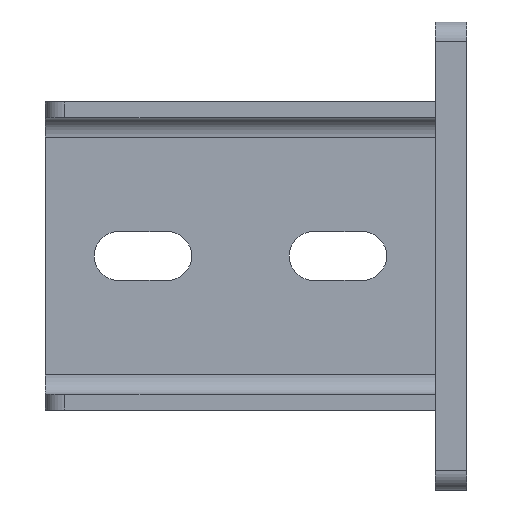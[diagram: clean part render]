
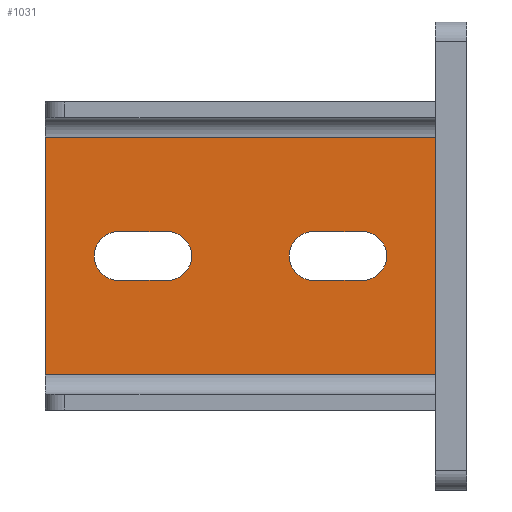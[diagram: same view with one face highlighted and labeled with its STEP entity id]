
A CAD part, left-side view. The second image highlights one B-rep face of the part: STEP entity #1031.
In plain terms, the highlighted planar face has unit normal (-1, 0, 0).
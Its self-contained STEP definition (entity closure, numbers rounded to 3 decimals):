
#61 = CARTESIAN_POINT ( 'NONE',  ( 24.5, 108., 30.5 ) ) ;
#64 = VERTEX_POINT ( 'NONE', #1990 ) ;
#78 = LINE ( 'NONE', #1512, #1209 ) ;
#190 = CIRCLE ( 'NONE', #1809, 6.25 ) ;
#312 = LINE ( 'NONE', #850, #1917 ) ;
#357 = ORIENTED_EDGE ( 'NONE', *, *, #438, .F. ) ;
#367 = EDGE_CURVE ( 'NONE', #1040, #2165, #1757, .T. ) ;
#408 = CARTESIAN_POINT ( 'NONE',  ( 24.5, 76.75, 0. ) ) ;
#426 = PLANE ( 'NONE',  #2274 ) ;
#433 = ORIENTED_EDGE ( 'NONE', *, *, #1549, .F. ) ;
#438 = EDGE_CURVE ( 'NONE', #815, #1255, #2303, .T. ) ;
#450 = DIRECTION ( 'NONE',  ( 0., 1., 0. ) ) ;
#452 = DIRECTION ( 'NONE',  ( 0., 0., 1. ) ) ;
#453 = DIRECTION ( 'NONE',  ( 0., -1., 0. ) ) ;
#489 = CARTESIAN_POINT ( 'NONE',  ( 24.5, 26.75, 6.25 ) ) ;
#509 = CARTESIAN_POINT ( 'NONE',  ( 24.5, 76.75, -6.25 ) ) ;
#511 = VERTEX_POINT ( 'NONE', #1054 ) ;
#518 = CARTESIAN_POINT ( 'NONE',  ( 24.5, 8., -30.5 ) ) ;
#533 = CIRCLE ( 'NONE', #2306, 6.25 ) ;
#587 = FACE_BOUND ( 'NONE', #1331, .T. ) ;
#612 = AXIS2_PLACEMENT_3D ( 'NONE', #408, #1482, #2188 ) ;
#640 = EDGE_CURVE ( 'NONE', #64, #1295, #78, .T. ) ;
#662 = CARTESIAN_POINT ( 'NONE',  ( 24.5, 108., 0. ) ) ;
#674 = DIRECTION ( 'NONE',  ( -1., 0., 0. ) ) ;
#720 = DIRECTION ( 'NONE',  ( 0., 0., -1. ) ) ;
#726 = VECTOR ( 'NONE', #2326, 1000. ) ;
#755 = FACE_BOUND ( 'NONE', #803, .T. ) ;
#761 = AXIS2_PLACEMENT_3D ( 'NONE', #1309, #2196, #2019 ) ;
#763 = CARTESIAN_POINT ( 'NONE',  ( 24.5, 89.25, 6.25 ) ) ;
#778 = CARTESIAN_POINT ( 'NONE',  ( 24.5, 89.25, -6.25 ) ) ;
#783 = EDGE_CURVE ( 'NONE', #890, #1691, #1765, .T. ) ;
#796 = VERTEX_POINT ( 'NONE', #2321 ) ;
#803 = EDGE_LOOP ( 'NONE', ( #2101, #1920, #1411, #357 ) ) ;
#815 = VERTEX_POINT ( 'NONE', #489 ) ;
#822 = EDGE_CURVE ( 'NONE', #511, #1812, #312, .T. ) ;
#829 = DIRECTION ( 'NONE',  ( 0., 1., 0. ) ) ;
#839 = LINE ( 'NONE', #662, #1737 ) ;
#850 = CARTESIAN_POINT ( 'NONE',  ( 24.5, 108., 6.25 ) ) ;
#883 = ORIENTED_EDGE ( 'NONE', *, *, #1204, .F. ) ;
#890 = VERTEX_POINT ( 'NONE', #1979 ) ;
#938 = CARTESIAN_POINT ( 'NONE',  ( 24.5, 108., 0. ) ) ;
#948 = VECTOR ( 'NONE', #1048, 1000. ) ;
#949 = CIRCLE ( 'NONE', #761, 6.25 ) ;
#978 = ORIENTED_EDGE ( 'NONE', *, *, #1299, .T. ) ;
#1031 = ADVANCED_FACE ( 'NONE', ( #587, #755, #1487 ), #426, .T. ) ;
#1032 = EDGE_CURVE ( 'NONE', #1812, #1040, #949, .T. ) ;
#1040 = VERTEX_POINT ( 'NONE', #778 ) ;
#1048 = DIRECTION ( 'NONE',  ( 0., -1., 0. ) ) ;
#1054 = CARTESIAN_POINT ( 'NONE',  ( 24.5, 76.75, 6.25 ) ) ;
#1059 = CARTESIAN_POINT ( 'NONE',  ( 24.5, 8., -30.5 ) ) ;
#1150 = ORIENTED_EDGE ( 'NONE', *, *, #1032, .F. ) ;
#1204 = EDGE_CURVE ( 'NONE', #2165, #511, #1639, .T. ) ;
#1209 = VECTOR ( 'NONE', #453, 1000. ) ;
#1255 = VERTEX_POINT ( 'NONE', #2068 ) ;
#1276 = EDGE_LOOP ( 'NONE', ( #2217, #1537, #433, #978 ) ) ;
#1295 = VERTEX_POINT ( 'NONE', #2270 ) ;
#1299 = EDGE_CURVE ( 'NONE', #796, #1799, #1906, .T. ) ;
#1309 = CARTESIAN_POINT ( 'NONE',  ( 24.5, 89.25, 0. ) ) ;
#1331 = EDGE_LOOP ( 'NONE', ( #883, #2232, #1150, #1930 ) ) ;
#1348 = EDGE_CURVE ( 'NONE', #1255, #64, #533, .T. ) ;
#1358 = DIRECTION ( 'NONE',  ( -1., 0., 0. ) ) ;
#1403 = LINE ( 'NONE', #1609, #1667 ) ;
#1411 = ORIENTED_EDGE ( 'NONE', *, *, #1348, .F. ) ;
#1478 = DIRECTION ( 'NONE',  ( 0., 0., 1. ) ) ;
#1482 = DIRECTION ( 'NONE',  ( -1., 0., 0. ) ) ;
#1487 = FACE_OUTER_BOUND ( 'NONE', #1276, .T. ) ;
#1512 = CARTESIAN_POINT ( 'NONE',  ( 24.5, 108., -6.25 ) ) ;
#1536 = DIRECTION ( 'NONE',  ( 0., 0., -1. ) ) ;
#1537 = ORIENTED_EDGE ( 'NONE', *, *, #783, .T. ) ;
#1549 = EDGE_CURVE ( 'NONE', #796, #1691, #1403, .T. ) ;
#1591 = DIRECTION ( 'NONE',  ( 0., -1., 0. ) ) ;
#1609 = CARTESIAN_POINT ( 'NONE',  ( 24.5, 8., 0. ) ) ;
#1639 = CIRCLE ( 'NONE', #612, 6.25 ) ;
#1667 = VECTOR ( 'NONE', #720, 1000. ) ;
#1670 = DIRECTION ( 'NONE',  ( -1., 0., 0. ) ) ;
#1691 = VERTEX_POINT ( 'NONE', #518 ) ;
#1718 = CARTESIAN_POINT ( 'NONE',  ( 24.5, 26.75, 0. ) ) ;
#1737 = VECTOR ( 'NONE', #1536, 1000. ) ;
#1752 = CARTESIAN_POINT ( 'NONE',  ( 24.5, 39.25, 0. ) ) ;
#1757 = LINE ( 'NONE', #1924, #948 ) ;
#1765 = LINE ( 'NONE', #1059, #2331 ) ;
#1779 = VECTOR ( 'NONE', #450, 1000. ) ;
#1799 = VERTEX_POINT ( 'NONE', #61 ) ;
#1809 = AXIS2_PLACEMENT_3D ( 'NONE', #1718, #1358, #452 ) ;
#1812 = VERTEX_POINT ( 'NONE', #763 ) ;
#1906 = LINE ( 'NONE', #2210, #1779 ) ;
#1917 = VECTOR ( 'NONE', #829, 1000. ) ;
#1920 = ORIENTED_EDGE ( 'NONE', *, *, #640, .F. ) ;
#1924 = CARTESIAN_POINT ( 'NONE',  ( 24.5, 108., -6.25 ) ) ;
#1928 = DIRECTION ( 'NONE',  ( 0., 0., 1. ) ) ;
#1930 = ORIENTED_EDGE ( 'NONE', *, *, #822, .F. ) ;
#1937 = CARTESIAN_POINT ( 'NONE',  ( 24.5, 108., 6.25 ) ) ;
#1979 = CARTESIAN_POINT ( 'NONE',  ( 24.5, 108., -30.5 ) ) ;
#1990 = CARTESIAN_POINT ( 'NONE',  ( 24.5, 39.25, -6.25 ) ) ;
#2019 = DIRECTION ( 'NONE',  ( 0., 0., 1. ) ) ;
#2035 = EDGE_CURVE ( 'NONE', #1799, #890, #839, .T. ) ;
#2068 = CARTESIAN_POINT ( 'NONE',  ( 24.5, 39.25, 6.25 ) ) ;
#2101 = ORIENTED_EDGE ( 'NONE', *, *, #2113, .F. ) ;
#2113 = EDGE_CURVE ( 'NONE', #1295, #815, #190, .T. ) ;
#2165 = VERTEX_POINT ( 'NONE', #509 ) ;
#2188 = DIRECTION ( 'NONE',  ( 0., 0., 1. ) ) ;
#2196 = DIRECTION ( 'NONE',  ( -1., 0., 0. ) ) ;
#2210 = CARTESIAN_POINT ( 'NONE',  ( 24.5, 108., 30.5 ) ) ;
#2217 = ORIENTED_EDGE ( 'NONE', *, *, #2035, .T. ) ;
#2232 = ORIENTED_EDGE ( 'NONE', *, *, #367, .F. ) ;
#2270 = CARTESIAN_POINT ( 'NONE',  ( 24.5, 26.75, -6.25 ) ) ;
#2274 = AXIS2_PLACEMENT_3D ( 'NONE', #938, #1670, #1478 ) ;
#2303 = LINE ( 'NONE', #1937, #726 ) ;
#2306 = AXIS2_PLACEMENT_3D ( 'NONE', #1752, #674, #1928 ) ;
#2321 = CARTESIAN_POINT ( 'NONE',  ( 24.5, 8., 30.5 ) ) ;
#2326 = DIRECTION ( 'NONE',  ( 0., 1., 0. ) ) ;
#2331 = VECTOR ( 'NONE', #1591, 1000. ) ;
